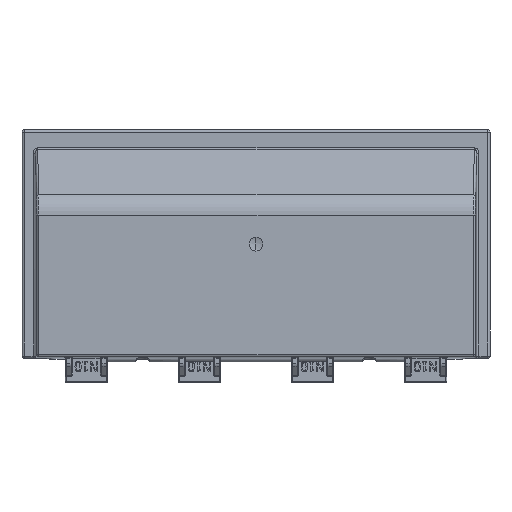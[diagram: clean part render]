
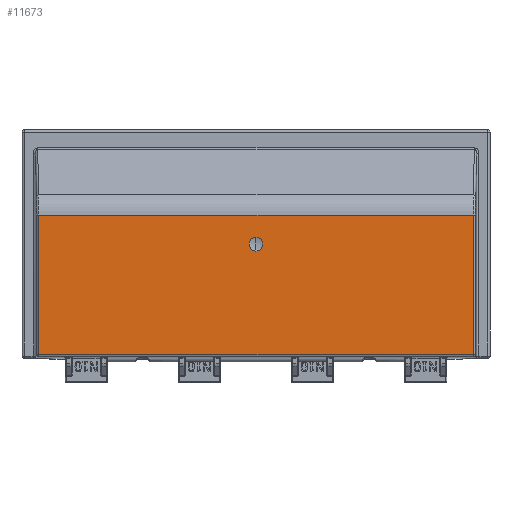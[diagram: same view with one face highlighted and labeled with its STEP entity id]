
A CAD part, front view. The second image highlights one B-rep face of the part: STEP entity #11673.
In plain terms, the highlighted planar face has unit normal (0, -1, 0).
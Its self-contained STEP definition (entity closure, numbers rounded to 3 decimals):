
#19 = VECTOR ( 'NONE', #31110, 1000. ) ;
#409 = CARTESIAN_POINT ( 'NONE',  ( 0., -19.8, 48.409 ) ) ;
#807 = CARTESIAN_POINT ( 'NONE',  ( 97.887, -19.8, 64.59 ) ) ;
#924 = LINE ( 'NONE', #33907, #19 ) ;
#1470 = CARTESIAN_POINT ( 'NONE',  ( 0., -19.8, 54.654 ) ) ;
#1751 = LINE ( 'NONE', #18410, #22499 ) ;
#1961 = AXIS2_PLACEMENT_3D ( 'NONE', #15005, #34655, #17851 ) ;
#2200 = CARTESIAN_POINT ( 'NONE',  ( -105.5, -19.8, 103. ) ) ;
#3107 = CIRCLE ( 'NONE', #1961, 3.122 ) ;
#4435 = EDGE_LOOP ( 'NONE', ( #35356, #32072 ) ) ;
#5165 = DIRECTION ( 'NONE',  ( -1., 0., 0. ) ) ;
#5314 = LINE ( 'NONE', #22626, #21160 ) ;
#5504 = AXIS2_PLACEMENT_3D ( 'NONE', #2200, #22053, #5165 ) ;
#5758 = DIRECTION ( 'NONE',  ( 0., 0., -1. ) ) ;
#7018 = VERTEX_POINT ( 'NONE', #1470 ) ;
#7622 = EDGE_CURVE ( 'NONE', #29471, #33575, #19094, .T. ) ;
#7933 = CARTESIAN_POINT ( 'NONE',  ( 0., -19.8, 51.531 ) ) ;
#10466 = ORIENTED_EDGE ( 'NONE', *, *, #20092, .T. ) ;
#10737 = DIRECTION ( 'NONE',  ( -1., 0., 0. ) ) ;
#11076 = FACE_BOUND ( 'NONE', #4435, .T. ) ;
#11589 = EDGE_LOOP ( 'NONE', ( #35779, #19287, #25536, #10466 ) ) ;
#11673 = ADVANCED_FACE ( 'NONE', ( #11076, #26055 ), #33191, .F. ) ;
#11824 = EDGE_CURVE ( 'NONE', #25131, #29471, #924, .T. ) ;
#12822 = EDGE_CURVE ( 'NONE', #14900, #7018, #3107, .T. ) ;
#13763 = VERTEX_POINT ( 'NONE', #24887 ) ;
#14601 = CARTESIAN_POINT ( 'NONE',  ( 97.887, -19.8, 103. ) ) ;
#14900 = VERTEX_POINT ( 'NONE', #409 ) ;
#15005 = CARTESIAN_POINT ( 'NONE',  ( 0., -19.8, 51.531 ) ) ;
#17337 = VECTOR ( 'NONE', #25804, 1000. ) ;
#17851 = DIRECTION ( 'NONE',  ( -1., 0., 0. ) ) ;
#18410 = CARTESIAN_POINT ( 'NONE',  ( -105.5, -19.8, 64.59 ) ) ;
#19094 = LINE ( 'NONE', #14601, #17337 ) ;
#19287 = ORIENTED_EDGE ( 'NONE', *, *, #7622, .T. ) ;
#20092 = EDGE_CURVE ( 'NONE', #13763, #25131, #5314, .T. ) ;
#20255 = EDGE_CURVE ( 'NONE', #33575, #13763, #1751, .T. ) ;
#21160 = VECTOR ( 'NONE', #5758, 1000. ) ;
#22053 = DIRECTION ( 'NONE',  ( 0., 1., 0. ) ) ;
#22499 = VECTOR ( 'NONE', #24075, 1000. ) ;
#22626 = CARTESIAN_POINT ( 'NONE',  ( -97.887, -19.8, 103. ) ) ;
#22870 = AXIS2_PLACEMENT_3D ( 'NONE', #7933, #27602, #10737 ) ;
#24075 = DIRECTION ( 'NONE',  ( -1., 0., 0. ) ) ;
#24887 = CARTESIAN_POINT ( 'NONE',  ( -97.887, -19.8, 64.59 ) ) ;
#25131 = VERTEX_POINT ( 'NONE', #35129 ) ;
#25536 = ORIENTED_EDGE ( 'NONE', *, *, #20255, .T. ) ;
#25804 = DIRECTION ( 'NONE',  ( 0., 0., 1. ) ) ;
#26055 = FACE_OUTER_BOUND ( 'NONE', #11589, .T. ) ;
#27602 = DIRECTION ( 'NONE',  ( 0., 1., 0. ) ) ;
#29425 = EDGE_CURVE ( 'NONE', #7018, #14900, #36530, .T. ) ;
#29471 = VERTEX_POINT ( 'NONE', #33586 ) ;
#31110 = DIRECTION ( 'NONE',  ( 1., 0., 0. ) ) ;
#32072 = ORIENTED_EDGE ( 'NONE', *, *, #29425, .T. ) ;
#33191 = PLANE ( 'NONE',  #5504 ) ;
#33575 = VERTEX_POINT ( 'NONE', #807 ) ;
#33586 = CARTESIAN_POINT ( 'NONE',  ( 97.887, -19.8, 1.674 ) ) ;
#33907 = CARTESIAN_POINT ( 'NONE',  ( -105.5, -19.8, 1.674 ) ) ;
#34655 = DIRECTION ( 'NONE',  ( 0., 1., 0. ) ) ;
#35129 = CARTESIAN_POINT ( 'NONE',  ( -97.887, -19.8, 1.674 ) ) ;
#35356 = ORIENTED_EDGE ( 'NONE', *, *, #12822, .T. ) ;
#35779 = ORIENTED_EDGE ( 'NONE', *, *, #11824, .T. ) ;
#36530 = CIRCLE ( 'NONE', #22870, 3.122 ) ;
